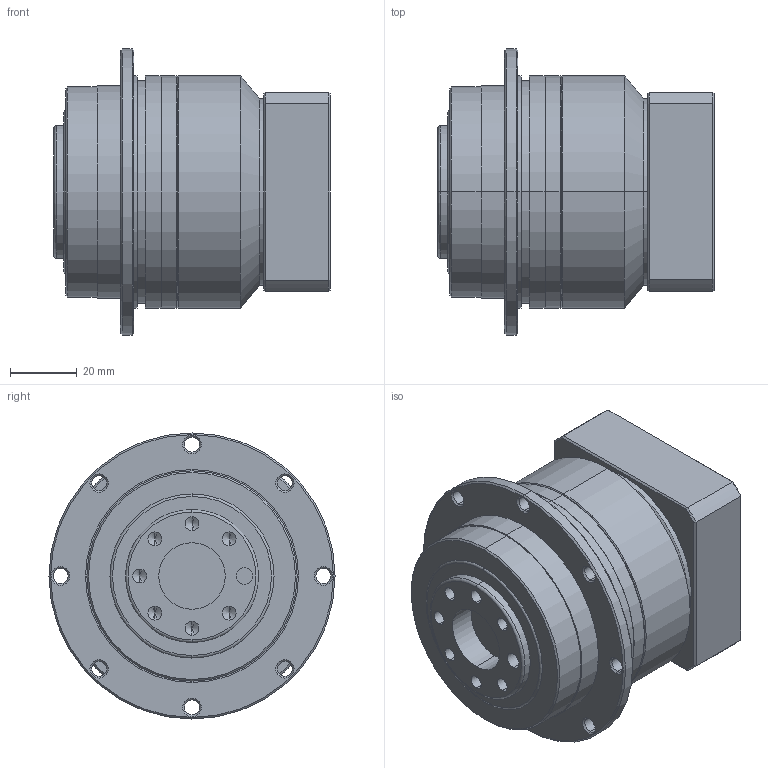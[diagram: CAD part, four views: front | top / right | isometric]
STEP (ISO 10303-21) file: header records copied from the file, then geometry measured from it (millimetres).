
FILE_DESCRIPTION (( 'STEP AP203' ), '1' );
FILE_NAME ('TD064-L1-14-50-70-M5-34-5.STEP', '2020-10-12T08:36:54', ( '' ), ( '' ), 'SwSTEP 2.0', 'SolidWorks 2017', '' );
FILE_SCHEMA (( 'CONFIG_CONTROL_DESIGN' ));
Length unit declared in the file: millimetre
Products named in the file (1): TD064-L1-14-50-70-M5-34-5
Bounding box: 83 x 86 x 86 mm (x, y, z)
Volume: 267131.7 mm3; surface area: 44739.8 mm2
Topology: 3 solids, 3 shells, 204 faces, 459 edges, 267 vertices
Faces by surface type: cylinder 88, cone 72, plane 40, torus 4
Entity records: 5782 total; most frequent: CARTESIAN_POINT 1094, DIRECTION 1055, ORIENTED_EDGE 874, EDGE_CURVE 437, AXIS2_PLACEMENT_3D 434, VERTEX_POINT 267, EDGE_LOOP 252, CIRCLE 229
